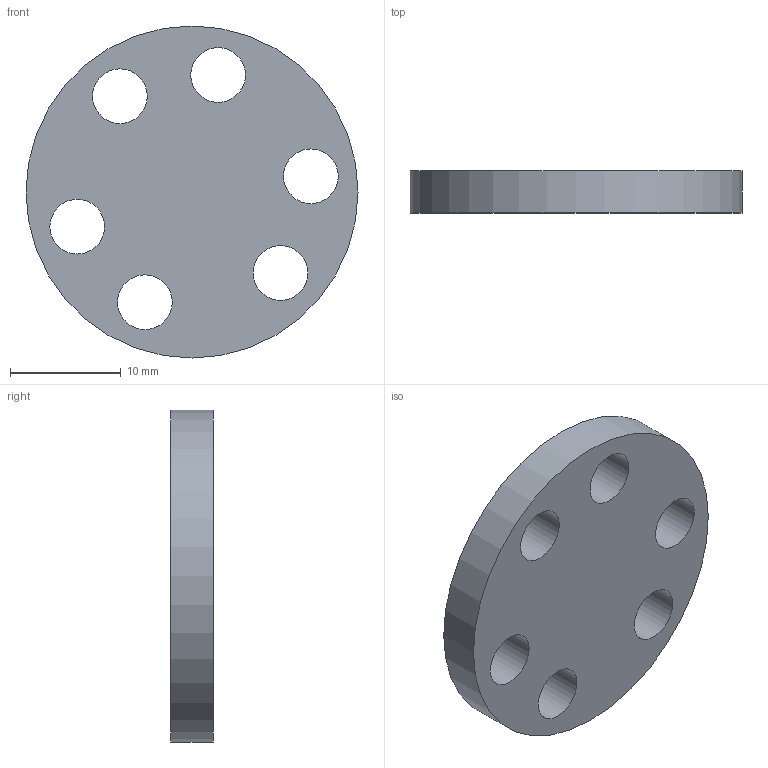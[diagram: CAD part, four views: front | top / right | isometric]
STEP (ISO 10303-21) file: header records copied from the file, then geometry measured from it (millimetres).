
FILE_DESCRIPTION( ( '' ), ' ' );
FILE_NAME( '5ad2a02abf83290ec34d426d.step', '2018-04-15T00:43:23', ( '' ), ( '' ), ' ', ' ', ' ' );
FILE_SCHEMA( ( 'AUTOMOTIVE_DESIGN { 1 0 10303 214 1 1 1 1 }' ) );
Length unit declared in the file: metre
Products named in the file (1): Part 1
Bounding box: 30.04 x 3.81 x 30.04 mm (x, y, z)
Volume: 2259.1 mm3; surface area: 1901.1 mm2
Topology: 1 solids, 1 shells, 9 faces, 21 edges, 14 vertices
Faces by surface type: cylinder 7, plane 2
Full cylindrical faces by diameter (mm): 4.953 x6, 30.035 x1
Entity records: 346 total; most frequent: DIRECTION 48, CARTESIAN_POINT 38, EDGE_LOOP 28, ORIENTED_EDGE 28, AXIS2_PLACEMENT_3D 24, FACE_OUTER_BOUND 16, EDGE_CURVE 14, VERTEX_POINT 14
